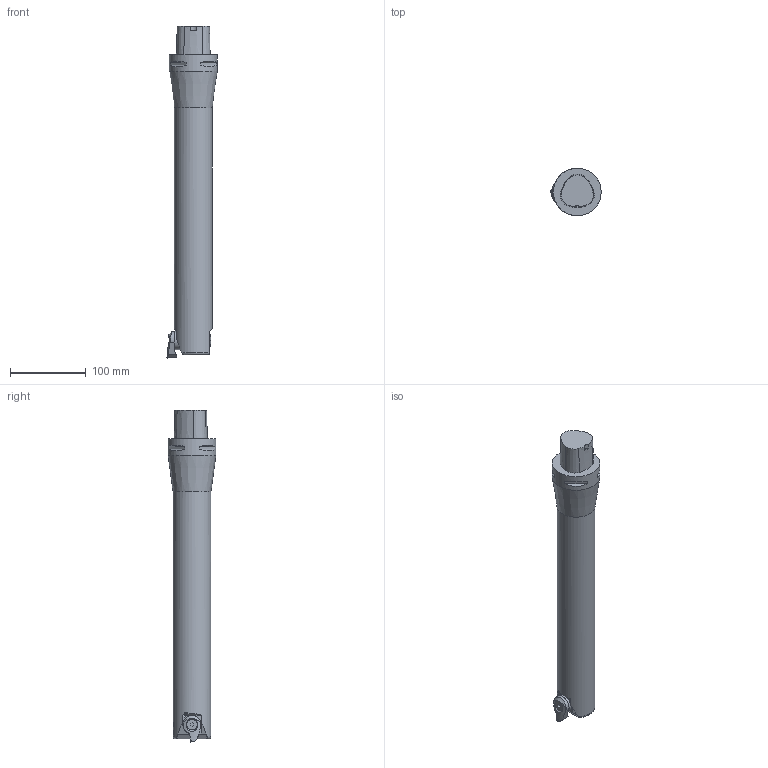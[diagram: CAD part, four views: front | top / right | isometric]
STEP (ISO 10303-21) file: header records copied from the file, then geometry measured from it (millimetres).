
FILE_DESCRIPTION(/* description */ (''),/* implementation_level */ '2;1');
FILE_NAME(/* name */ '1549456126464.stp',/* time_stamp */ '2019-02-06T13:29:03+01:00',/* author */ (''),/* organization */ ('SMS'),/* preprocessor_version */ 'ST-DEVELOPER v15',/* originating_system */ 'SIEMENS PLM Software NX 8.5',/* authorisation */ '');
FILE_SCHEMA (('AUTOMOTIVE_DESIGN { 1 0 10303 214 3 1 1 1 }'));
Length unit declared in the file: millimetre
Products named in the file (7): ASSEMBLY_CONSTRUCTION; IsoTurningInsert; 201964712mod000_00; 202043204mod000_00; 111169134mod000_01; 202061383mod000_00
Assembly tree (6 placements, depth 3):
  202061383mod000_00
    ASSEMBLY_CONSTRUCTION
    202043204mod000_00
    111169134mod000_01
      201964712mod000_00
      IsoTurningInsert
      ASSEMBLY_CONSTRUCTION
Bounding box: 66.44 x 63 x 438 mm (x, y, z)
Volume: 882253.2 mm3; surface area: 76837.1 mm2
Topology: 3 solids, 3 shells, 349 faces, 980 edges, 659 vertices
Faces by surface type: plane 290, cylinder 26, cone 26, torus 6, sphere 1
Full cylindrical faces by diameter (mm): 2.459 x1, 2.8 x2, 4.67 x1, 4.7 x1, 8 x1, 8.018 x1, 13.9 x1, 24 x1, 50 x1, 63 x1
Entity records: 11597 total; most frequent: CARTESIAN_POINT 2796, ORIENTED_EDGE 1856, DIRECTION 1627, EDGE_CURVE 928, VERTEX_POINT 625, LINE 573, VECTOR 573, AXIS2_PLACEMENT_3D 527
